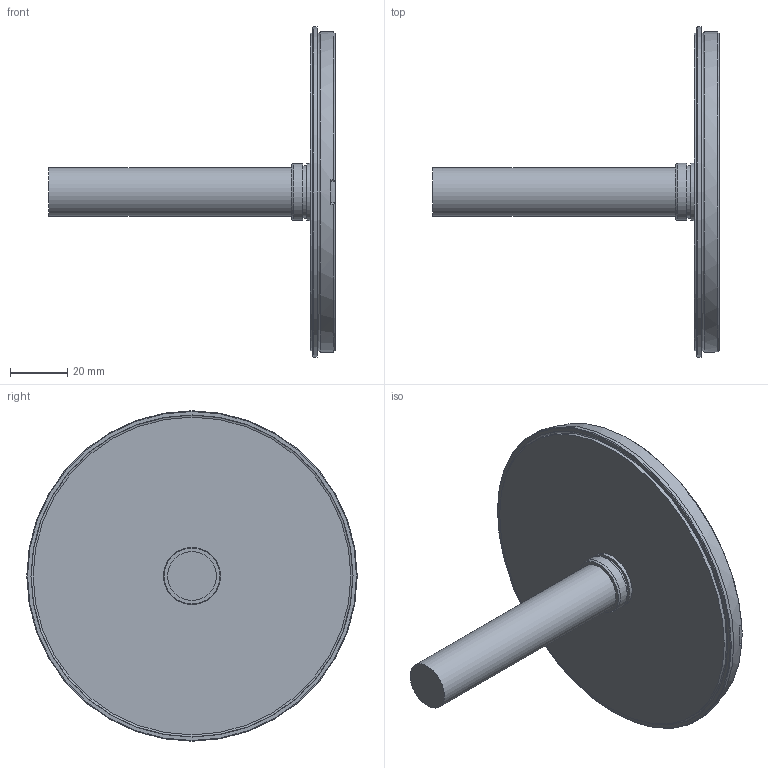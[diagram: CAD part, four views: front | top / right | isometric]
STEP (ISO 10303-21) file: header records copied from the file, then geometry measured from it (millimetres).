
FILE_DESCRIPTION(/* description */ (''),/* implementation_level */ '2;1');
FILE_NAME(/* name */ '31362_Support_ipt_dfed11ef.STEP',/* time_stamp */ '2018-12-04T14:45:40+01:00',/* author */ ('chsl'),/* organization */ (''),/* preprocessor_version */ 'ST-DEVELOPER v17',/* originating_system */ 'Autodesk Inventor 2019',/* authorisation */ '');
FILE_SCHEMA (('AUTOMOTIVE_DESIGN { 1 0 10303 214 3 1 1 }'));
Length unit declared in the file: millimetre
Products named in the file (1): 31362_Support
Bounding box: 100.1 x 115.5 x 115.5 mm (x, y, z)
Volume: 108451.7 mm3; surface area: 29241.1 mm2
Topology: 1 solids, 1 shells, 25 faces, 61 edges, 44 vertices
Faces by surface type: plane 11, cylinder 8, torus 3, cone 3
Full cylindrical faces by diameter (mm): 17 x1, 18.2 x1, 20 x2, 111 x1, 112 x1, 115.5 x1
Entity records: 827 total; most frequent: DIRECTION 159, CARTESIAN_POINT 131, ORIENTED_EDGE 122, AXIS2_PLACEMENT_3D 72, EDGE_CURVE 61, CIRCLE 46, VERTEX_POINT 44, EDGE_LOOP 31
